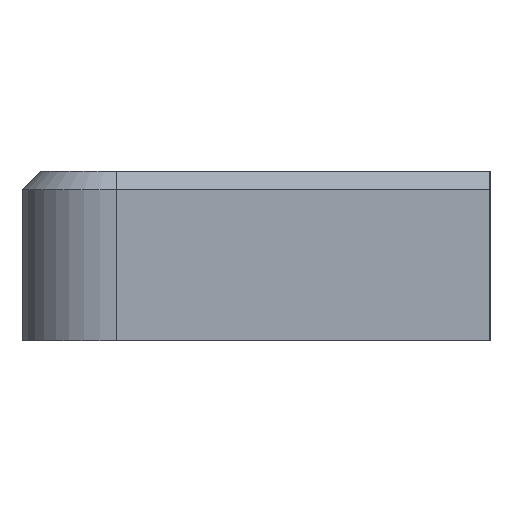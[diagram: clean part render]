
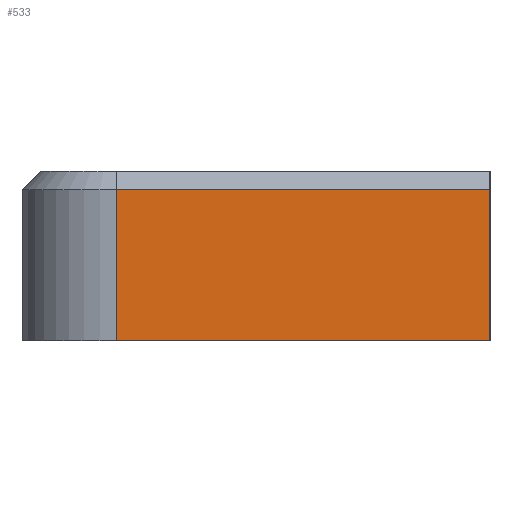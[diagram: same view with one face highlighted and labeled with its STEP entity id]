
A CAD part, left-side view. The second image highlights one B-rep face of the part: STEP entity #533.
In plain terms, the highlighted planar face has unit normal (-1, 0, 0).
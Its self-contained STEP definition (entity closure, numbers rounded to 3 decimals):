
#85=FACE_OUTER_BOUND('',#118,.T.);
#118=EDGE_LOOP('',(#457,#458,#459,#460));
#135=LINE('',#807,#184);
#137=LINE('',#813,#186);
#169=LINE('',#916,#218);
#170=LINE('',#917,#219);
#184=VECTOR('',#640,10.);
#186=VECTOR('',#646,10.);
#218=VECTOR('',#758,10.);
#219=VECTOR('',#759,10.);
#230=VERTEX_POINT('',#797);
#232=VERTEX_POINT('',#803);
#235=VERTEX_POINT('',#811);
#266=VERTEX_POINT('',#915);
#283=EDGE_CURVE('',#230,#232,#135,.T.);
#286=EDGE_CURVE('',#230,#235,#137,.T.);
#336=EDGE_CURVE('',#266,#235,#169,.F.);
#337=EDGE_CURVE('',#232,#266,#170,.T.);
#457=ORIENTED_EDGE('',*,*,#283,.F.);
#458=ORIENTED_EDGE('',*,*,#286,.T.);
#459=ORIENTED_EDGE('',*,*,#336,.F.);
#460=ORIENTED_EDGE('',*,*,#337,.F.);
#503=PLANE('',#602);
#533=ADVANCED_FACE('',(#85),#503,.T.);
#602=AXIS2_PLACEMENT_3D('',#914,#756,#757);
#640=DIRECTION('',(0.,-1.,0.));
#646=DIRECTION('',(0.,0.,-1.));
#756=DIRECTION('center_axis',(-1.,0.,0.));
#757=DIRECTION('ref_axis',(0.,1.,0.));
#758=DIRECTION('',(0.,-1.,0.));
#759=DIRECTION('',(0.,0.,-1.));
#797=CARTESIAN_POINT('',(101.444,-23.405,2.083));
#803=CARTESIAN_POINT('',(101.444,-43.186,2.083));
#807=CARTESIAN_POINT('',(101.444,-40.741,2.083));
#811=CARTESIAN_POINT('',(101.444,-23.405,-5.917));
#813=CARTESIAN_POINT('',(101.444,-23.405,3.083));
#914=CARTESIAN_POINT('Origin',(101.444,-48.186,3.083));
#915=CARTESIAN_POINT('',(101.444,-43.186,-5.917));
#916=CARTESIAN_POINT('',(101.444,-40.741,-5.917));
#917=CARTESIAN_POINT('',(101.444,-43.186,3.083));
